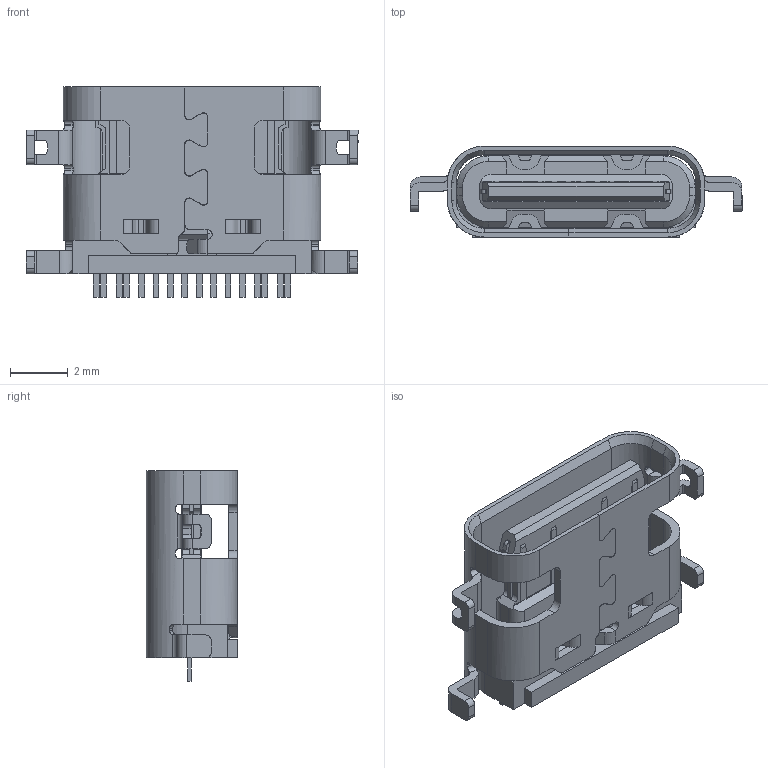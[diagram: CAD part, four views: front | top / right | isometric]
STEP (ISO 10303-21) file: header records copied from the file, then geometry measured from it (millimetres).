
FILE_DESCRIPTION (( 'STEP AP214' ), '1' );
FILE_NAME ('Same_Sky_UJ20-C-H-G-MSMT-3-P16-TR.step', '2024-11-13T20:01:45', ( '' ), ( '' ), 'SwSTEP 2.0', 'SolidWorks 2024', '' );
FILE_SCHEMA (( 'AUTOMOTIVE_DESIGN' ));
Length unit declared in the file: inch
Products named in the file (1): Same_Sky_UJ20-C-H-G-MSMT-3-P16-TR
Bounding box: 11.54 x 3.18 x 7.3 mm (x, y, z)
Volume: 94.7 mm3; surface area: 428.8 mm2
Topology: 1 solids, 1 shells, 701 faces, 2032 edges, 1317 vertices
Faces by surface type: plane 500, cylinder 185, cone 16
Entity records: 23444 total; most frequent: CARTESIAN_POINT 4890, ORIENTED_EDGE 4064, DIRECTION 3633, EDGE_CURVE 2032, VECTOR 1545, LINE 1545, VERTEX_POINT 1317, AXIS2_PLACEMENT_3D 1044
